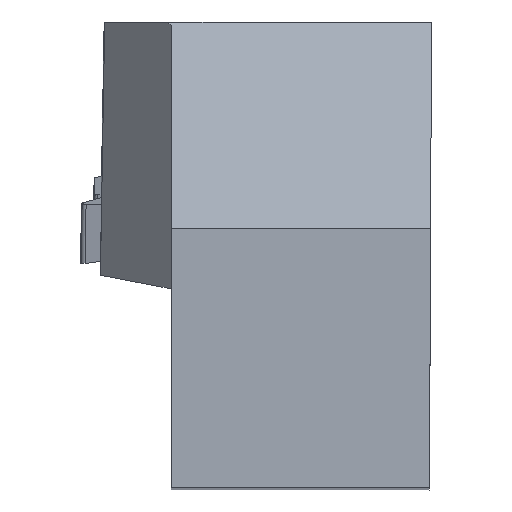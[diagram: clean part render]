
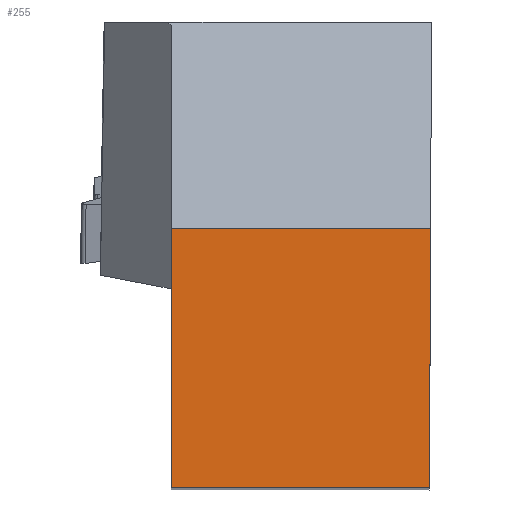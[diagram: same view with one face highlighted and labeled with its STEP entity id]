
A CAD part, top view. The second image highlights one B-rep face of the part: STEP entity #255.
In plain terms, the highlighted planar face has unit normal (0, 0, 1).
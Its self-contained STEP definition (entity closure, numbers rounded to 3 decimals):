
#255=ADVANCED_FACE('BLANK_BOXF006',(#382),#308,.F.);
#308=PLANE('',#1837);
#382=FACE_OUTER_BOUND('',#467,.T.);
#467=EDGE_LOOP('',(#897,#898,#899,#900));
#897=ORIENTED_EDGE('',*,*,#1322,.T.);
#898=ORIENTED_EDGE('',*,*,#1323,.T.);
#899=ORIENTED_EDGE('',*,*,#1317,.T.);
#900=ORIENTED_EDGE('',*,*,#1324,.T.);
#1099=VERTEX_POINT('',#3769);
#1100=VERTEX_POINT('',#3771);
#1103=VERTEX_POINT('',#3781);
#1104=VERTEX_POINT('',#3782);
#1317=EDGE_CURVE('',#1100,#1099,#1475,.T.);
#1322=EDGE_CURVE('',#1103,#1104,#1479,.T.);
#1323=EDGE_CURVE('',#1104,#1100,#1480,.T.);
#1324=EDGE_CURVE('',#1099,#1103,#1481,.T.);
#1475=LINE('',#3770,#1631);
#1479=LINE('',#3780,#1635);
#1480=LINE('',#3783,#1636);
#1481=LINE('',#3784,#1637);
#1631=VECTOR('',#2232,1.);
#1635=VECTOR('',#2242,1.);
#1636=VECTOR('',#2243,1.);
#1637=VECTOR('',#2244,1.);
#1837=AXIS2_PLACEMENT_3D('',#3785,#2245,#2246);
#2232=DIRECTION('',(0.004,1.,0.));
#2242=DIRECTION('',(0.,-1.,0.));
#2243=DIRECTION('',(1.,0.,0.));
#2244=DIRECTION('',(-1.,0.,0.));
#2245=DIRECTION('',(0.,0.,-1.));
#2246=DIRECTION('',(0.,1.,0.));
#3769=CARTESIAN_POINT('',(0.,24.875,0.));
#3770=CARTESIAN_POINT('',(-0.769,-151.349,0.));
#3771=CARTESIAN_POINT('',(-0.109,0.,0.));
#3780=CARTESIAN_POINT('',(-24.875,151.35,0.));
#3781=CARTESIAN_POINT('',(-24.875,24.875,0.));
#3782=CARTESIAN_POINT('',(-24.875,0.,0.));
#3783=CARTESIAN_POINT('',(-151.35,0.,0.));
#3784=CARTESIAN_POINT('',(151.35,24.875,0.));
#3785=CARTESIAN_POINT('',(-57.225,44.875,0.));
